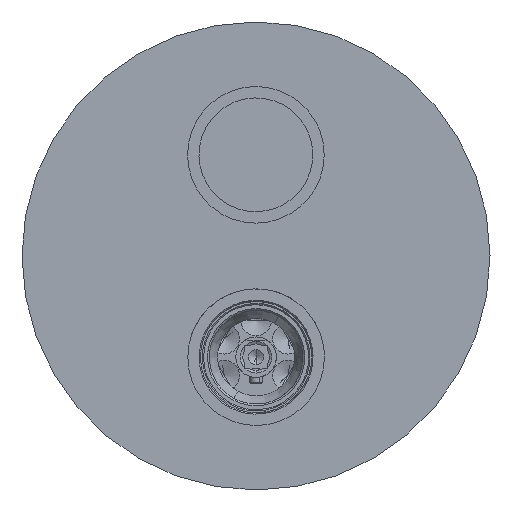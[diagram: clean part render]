
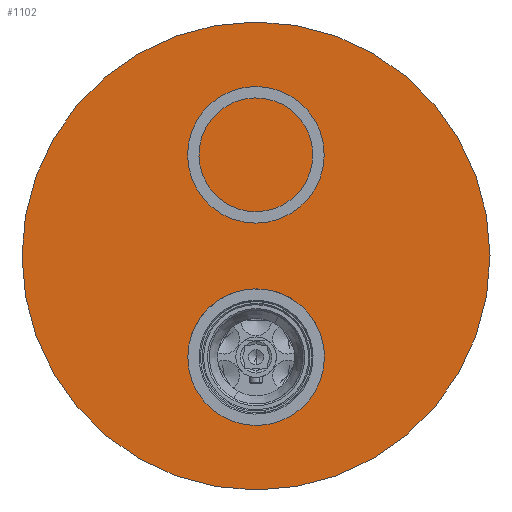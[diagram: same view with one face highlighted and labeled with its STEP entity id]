
A CAD part, front view. The second image highlights one B-rep face of the part: STEP entity #1102.
In plain terms, the highlighted planar face has unit normal (0, -1, 0).
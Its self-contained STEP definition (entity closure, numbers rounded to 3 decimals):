
#1018=CARTESIAN_POINT('Vertex',(-19.733,65.,-10.809)) ;
#1023=CARTESIAN_POINT('Axis2P3D Location',(0.,65.,0.)) ;
#1027=CARTESIAN_POINT('Vertex',(19.733,65.,10.809)) ;
#1057=CARTESIAN_POINT('Axis2P3D Location',(0.,65.,0.)) ;
#1075=CARTESIAN_POINT('Axis2P3D Location',(-0.045,65.,40.)) ;
#1080=CARTESIAN_POINT('Axis2P3D Location',(-0.045,65.,40.)) ;
#1084=CARTESIAN_POINT('Vertex',(92.455,65.,40.105)) ;
#1086=CARTESIAN_POINT('Vertex',(-92.545,65.,39.895)) ;
#1089=CARTESIAN_POINT('Axis2P3D Location',(-0.045,65.,40.)) ;
#1024=DIRECTION('Axis2P3D Direction',(0.,-1.,0.)) ;
#1058=DIRECTION('Axis2P3D Direction',(0.,-1.,0.)) ;
#1076=DIRECTION('Axis2P3D Direction',(0.,1.,0.)) ;
#1077=DIRECTION('Axis2P3D XDirection',(-1.,0.,-0.001)) ;
#1081=DIRECTION('Axis2P3D Direction',(0.,1.,0.)) ;
#1090=DIRECTION('Axis2P3D Direction',(0.,1.,0.)) ;
#1025=AXIS2_PLACEMENT_3D('Circle Axis2P3D',#1023,#1024,$) ;
#1059=AXIS2_PLACEMENT_3D('Circle Axis2P3D',#1057,#1058,$) ;
#1078=AXIS2_PLACEMENT_3D('Plane Axis2P3D',#1075,#1076,#1077) ;
#1082=AXIS2_PLACEMENT_3D('Circle Axis2P3D',#1080,#1081,$) ;
#1091=AXIS2_PLACEMENT_3D('Circle Axis2P3D',#1089,#1090,$) ;
#1026=CIRCLE('generated circle',#1025,22.5) ;
#1060=CIRCLE('generated circle',#1059,22.5) ;
#1083=CIRCLE('generated circle',#1082,92.5) ;
#1092=CIRCLE('generated circle',#1091,92.5) ;
#1079=PLANE('',#1078) ;
#1101=FACE_BOUND('',#1098,.T.) ;
#1029=EDGE_CURVE('',#1028,#1019,#1026,.F.) ;
#1061=EDGE_CURVE('',#1019,#1028,#1060,.F.) ;
#1088=EDGE_CURVE('',#1085,#1087,#1083,.T.) ;
#1093=EDGE_CURVE('',#1087,#1085,#1092,.T.) ;
#1095=ORIENTED_EDGE('',*,*,#1088,.F.) ;
#1096=ORIENTED_EDGE('',*,*,#1093,.F.) ;
#1099=ORIENTED_EDGE('',*,*,#1061,.T.) ;
#1100=ORIENTED_EDGE('',*,*,#1029,.T.) ;
#1094=EDGE_LOOP('',(#1095,#1096)) ;
#1098=EDGE_LOOP('',(#1099,#1100)) ;
#1019=VERTEX_POINT('',#1018) ;
#1028=VERTEX_POINT('',#1027) ;
#1085=VERTEX_POINT('',#1084) ;
#1087=VERTEX_POINT('',#1086) ;
#1102=ADVANCED_FACE('P9A302.1\\PartBody',(#1097,#1101),#1079,.F.) ;
#1097=FACE_OUTER_BOUND('',#1094,.T.) ;
